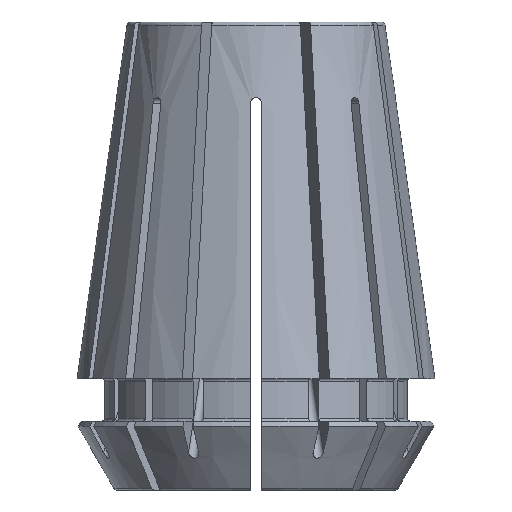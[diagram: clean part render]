
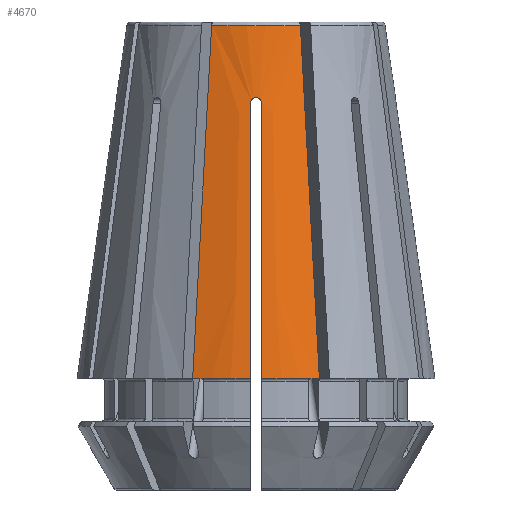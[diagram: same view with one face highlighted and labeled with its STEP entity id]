
A CAD part, left-side view. The second image highlights one B-rep face of the part: STEP entity #4670.
In plain terms, the highlighted conical face has half-angle 8 degrees and reference radius 13 mm.
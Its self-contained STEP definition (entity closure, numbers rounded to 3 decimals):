
#37=CONICAL_SURFACE('',#4986,13.,0.14);
#199=B_SPLINE_CURVE_WITH_KNOTS('',3,(#7209,#7210,#7211,#7212,#7213,#7214,
#7215),.UNSPECIFIED.,.F.,.F.,(4,3,4),(0.,0.023,
0.026),.UNSPECIFIED.);
#200=B_SPLINE_CURVE_WITH_KNOTS('',3,(#7217,#7218,#7219,#7220,#7221,#7222,
#7223),.UNSPECIFIED.,.F.,.F.,(4,3,4),(0.016,0.018,
0.037),.UNSPECIFIED.);
#201=B_SPLINE_CURVE_WITH_KNOTS('',3,(#7225,#7226,#7227,#7228,#7229),
 .UNSPECIFIED.,.F.,.F.,(4,1,4),(0.,0.001,0.001),
 .UNSPECIFIED.);
#202=B_SPLINE_CURVE_WITH_KNOTS('',3,(#7231,#7232,#7233,#7234,#7235,#7236,
#7237),.UNSPECIFIED.,.F.,.F.,(4,3,4),(0.016,0.018,
0.037),.UNSPECIFIED.);
#203=B_SPLINE_CURVE_WITH_KNOTS('',3,(#7241,#7242,#7243,#7244,#7245,#7246,
#7247),.UNSPECIFIED.,.F.,.F.,(4,3,4),(0.,0.023,
0.026),.UNSPECIFIED.);
#448=CIRCLE('',#4983,13.);
#450=CIRCLE('',#4987,13.);
#451=CIRCLE('',#4988,9.396);
#844=ORIENTED_EDGE('',*,*,#2358,.F.);
#845=ORIENTED_EDGE('',*,*,#2354,.T.);
#846=ORIENTED_EDGE('',*,*,#2359,.F.);
#847=ORIENTED_EDGE('',*,*,#2360,.T.);
#848=ORIENTED_EDGE('',*,*,#2361,.T.);
#849=ORIENTED_EDGE('',*,*,#2362,.T.);
#850=ORIENTED_EDGE('',*,*,#2363,.T.);
#851=ORIENTED_EDGE('',*,*,#2364,.F.);
#2354=EDGE_CURVE('',#3100,#3101,#448,.T.);
#2358=EDGE_CURVE('',#3100,#3104,#199,.T.);
#2359=EDGE_CURVE('',#3105,#3101,#200,.T.);
#2360=EDGE_CURVE('',#3105,#3106,#201,.T.);
#2361=EDGE_CURVE('',#3106,#3107,#202,.T.);
#2362=EDGE_CURVE('',#3107,#3108,#450,.T.);
#2363=EDGE_CURVE('',#3108,#3109,#203,.T.);
#2364=EDGE_CURVE('',#3104,#3109,#451,.T.);
#3100=VERTEX_POINT('',#7198);
#3101=VERTEX_POINT('',#7200);
#3104=VERTEX_POINT('',#7216);
#3105=VERTEX_POINT('',#7224);
#3106=VERTEX_POINT('',#7230);
#3107=VERTEX_POINT('',#7238);
#3108=VERTEX_POINT('',#7240);
#3109=VERTEX_POINT('',#7248);
#4110=EDGE_LOOP('',(#844,#845,#846,#847,#848,#849,#850,#851));
#4366=FACE_BOUND('',#4110,.T.);
#4670=ADVANCED_FACE('',(#4366),#37,.T.);
#4983=AXIS2_PLACEMENT_3D('',#7201,#5669,#5670);
#4986=AXIS2_PLACEMENT_3D('',#7208,#5677,#5678);
#4987=AXIS2_PLACEMENT_3D('',#7239,#5679,#5680);
#4988=AXIS2_PLACEMENT_3D('',#7249,#5681,#5682);
#5669=DIRECTION('',(0.,0.,1.));
#5670=DIRECTION('',(1.,0.,0.));
#5677=DIRECTION('',(0.,0.,-1.));
#5678=DIRECTION('',(-1.,0.,0.));
#5679=DIRECTION('',(0.,0.,1.));
#5680=DIRECTION('',(1.,0.,0.));
#5681=DIRECTION('',(0.,0.,1.));
#5682=DIRECTION('',(1.,0.,0.));
#7198=CARTESIAN_POINT('',(-12.158,4.603,8.3));
#7200=CARTESIAN_POINT('',(-12.994,0.4,8.3));
#7201=CARTESIAN_POINT('',(0.,0.,8.3));
#7208=CARTESIAN_POINT('',(0.,0.,8.3));
#7209=CARTESIAN_POINT('',(-12.158,4.603,8.3));
#7210=CARTESIAN_POINT('',(-11.179,4.198,15.834));
#7211=CARTESIAN_POINT('',(-10.2,3.792,23.367));
#7212=CARTESIAN_POINT('',(-9.221,3.387,30.901));
#7213=CARTESIAN_POINT('',(-9.09,3.332,31.915));
#7214=CARTESIAN_POINT('',(-8.958,3.278,32.928));
#7215=CARTESIAN_POINT('',(-8.826,3.223,33.942));
#7216=CARTESIAN_POINT('',(-8.826,3.223,33.942));
#7217=CARTESIAN_POINT('',(-10.181,0.4,28.3));
#7218=CARTESIAN_POINT('',(-10.277,0.4,27.617));
#7219=CARTESIAN_POINT('',(-10.373,0.4,26.934));
#7220=CARTESIAN_POINT('',(-10.469,0.4,26.251));
#7221=CARTESIAN_POINT('',(-11.311,0.4,20.267));
#7222=CARTESIAN_POINT('',(-12.152,0.4,14.284));
#7223=CARTESIAN_POINT('',(-12.994,0.4,8.3));
#7224=CARTESIAN_POINT('',(-10.181,0.4,28.3));
#7225=CARTESIAN_POINT('',(-10.181,0.4,28.3));
#7226=CARTESIAN_POINT('',(-10.152,0.4,28.51));
#7227=CARTESIAN_POINT('',(-10.114,0.001,28.89));
#7228=CARTESIAN_POINT('',(-10.152,-0.4,28.51));
#7229=CARTESIAN_POINT('',(-10.181,-0.4,28.3));
#7230=CARTESIAN_POINT('',(-10.181,-0.4,28.3));
#7231=CARTESIAN_POINT('',(-10.181,-0.4,28.3));
#7232=CARTESIAN_POINT('',(-10.277,-0.4,27.617));
#7233=CARTESIAN_POINT('',(-10.373,-0.4,26.934));
#7234=CARTESIAN_POINT('',(-10.469,-0.4,26.251));
#7235=CARTESIAN_POINT('',(-11.311,-0.4,20.267));
#7236=CARTESIAN_POINT('',(-12.152,-0.4,14.284));
#7237=CARTESIAN_POINT('',(-12.994,-0.4,8.3));
#7238=CARTESIAN_POINT('',(-12.994,-0.4,8.3));
#7239=CARTESIAN_POINT('',(0.,0.,8.3));
#7240=CARTESIAN_POINT('',(-12.158,-4.603,8.3));
#7241=CARTESIAN_POINT('',(-12.158,-4.603,8.3));
#7242=CARTESIAN_POINT('',(-11.179,-4.198,15.834));
#7243=CARTESIAN_POINT('',(-10.2,-3.792,23.367));
#7244=CARTESIAN_POINT('',(-9.221,-3.387,30.901));
#7245=CARTESIAN_POINT('',(-9.09,-3.332,31.915));
#7246=CARTESIAN_POINT('',(-8.958,-3.278,32.928));
#7247=CARTESIAN_POINT('',(-8.826,-3.223,33.942));
#7248=CARTESIAN_POINT('',(-8.826,-3.223,33.942));
#7249=CARTESIAN_POINT('',(0.,0.,33.942));
